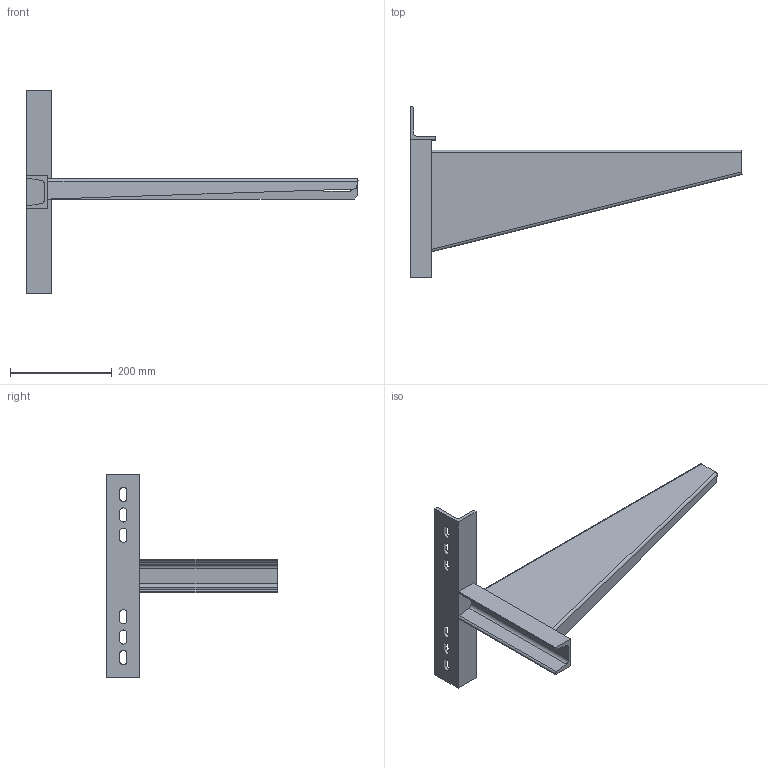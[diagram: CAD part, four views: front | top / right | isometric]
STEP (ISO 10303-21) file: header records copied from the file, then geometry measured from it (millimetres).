
FILE_DESCRIPTION (( 'STEP AP214' ), '1' );
FILE_NAME ('6417979.stp', '2021-03-24T15:51:29', ( '' ), ( '' ), 'SwSTEP 2.0', 'SolidWorks 2020', '' );
FILE_SCHEMA (( 'AUTOMOTIVE_DESIGN' ));
Length unit declared in the file: millimetre
Products named in the file (4): 6417979; KTS 04.019-015_Formteil AW-AS 80-210; 053090_Standard; 072427_270
Assembly tree (3 placements, depth 2):
  6417979
    KTS 04.019-015_Formteil AW-AS 80-210
    053090_Standard
    072427_270
Bounding box: 652.32 x 335 x 400 mm (x, y, z)
Volume: 926783 mm3; surface area: 392011 mm2
Topology: 3 solids, 3 shells, 97 faces, 257 edges, 166 vertices
Faces by surface type: plane 59, cylinder 35, bspline 3
Entity records: 3256 total; most frequent: CARTESIAN_POINT 622, ORIENTED_EDGE 514, DIRECTION 512, EDGE_CURVE 257, LINE 180, VECTOR 180, VERTEX_POINT 166, AXIS2_PLACEMENT_3D 166
